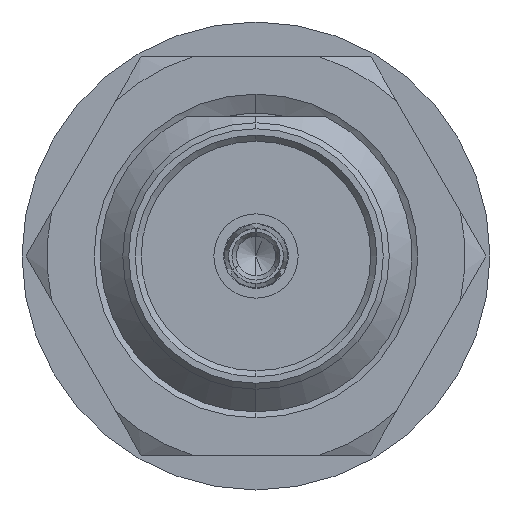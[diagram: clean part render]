
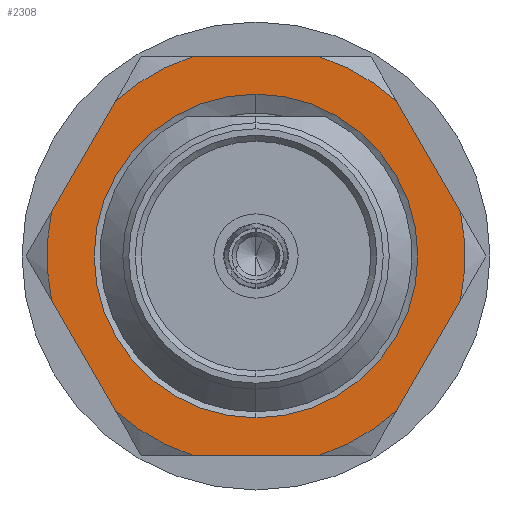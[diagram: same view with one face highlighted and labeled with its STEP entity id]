
A CAD part, left-side view. The second image highlights one B-rep face of the part: STEP entity #2308.
In plain terms, the highlighted planar face has unit normal (-1, 0, 0).
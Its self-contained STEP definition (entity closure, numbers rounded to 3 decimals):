
#187 = ORIENTED_EDGE ( 'NONE', *, *, #6808, .F. ) ;
#189 = ORIENTED_EDGE ( 'NONE', *, *, #7035, .T. ) ;
#190 = ORIENTED_EDGE ( 'NONE', *, *, #6658, .T. ) ;
#191 = ORIENTED_EDGE ( 'NONE', *, *, #6659, .T. ) ;
#192 = ORIENTED_EDGE ( 'NONE', *, *, #6812, .F. ) ;
#193 = ORIENTED_EDGE ( 'NONE', *, *, #6809, .F. ) ;
#194 = ORIENTED_EDGE ( 'NONE', *, *, #6626, .T. ) ;
#195 = ORIENTED_EDGE ( 'NONE', *, *, #6634, .T. ) ;
#196 = ORIENTED_EDGE ( 'NONE', *, *, #6856, .F. ) ;
#197 = ORIENTED_EDGE ( 'NONE', *, *, #6640, .T. ) ;
#198 = ORIENTED_EDGE ( 'NONE', *, *, #6850, .F. ) ;
#199 = ORIENTED_EDGE ( 'NONE', *, *, #6648, .F. ) ;
#200 = ORIENTED_EDGE ( 'NONE', *, *, #6853, .F. ) ;
#201 = ORIENTED_EDGE ( 'NONE', *, *, #6652, .T. ) ;
#1127 = VERTEX_POINT ( 'NONE', #2432 ) ;
#1128 = VERTEX_POINT ( 'NONE', #2433 ) ;
#1261 = VERTEX_POINT ( 'NONE', #2566 ) ;
#1262 = VERTEX_POINT ( 'NONE', #2567 ) ;
#1263 = VERTEX_POINT ( 'NONE', #2568 ) ;
#1265 = VERTEX_POINT ( 'NONE', #2570 ) ;
#1266 = VERTEX_POINT ( 'NONE', #2571 ) ;
#1268 = VERTEX_POINT ( 'NONE', #2573 ) ;
#1269 = VERTEX_POINT ( 'NONE', #2574 ) ;
#1271 = VERTEX_POINT ( 'NONE', #2576 ) ;
#1272 = VERTEX_POINT ( 'NONE', #2577 ) ;
#1273 = VERTEX_POINT ( 'NONE', #2578 ) ;
#1275 = VERTEX_POINT ( 'NONE', #2580 ) ;
#1277 = VERTEX_POINT ( 'NONE', #2582 ) ;
#1787 = EDGE_LOOP ( 'NONE', ( #189, #190 ) ) ;
#1788 = EDGE_LOOP ( 'NONE', ( #192, #191, #187, #194, #193, #195, #196, #197, #198, #199, #200, #201 ) ) ;
#1895 = FACE_BOUND ( 'NONE', #1787, .T. ) ;
#1896 = FACE_OUTER_BOUND ( 'NONE', #1788, .T. ) ;
#2087 = LINE ( 'NONE', #3539, #7715 ) ;
#2091 = LINE ( 'NONE', #3562, #7722 ) ;
#2094 = LINE ( 'NONE', #3579, #7726 ) ;
#2098 = LINE ( 'NONE', #3602, #7734 ) ;
#2100 = LINE ( 'NONE', #3613, #7738 ) ;
#2102 = LINE ( 'NONE', #3634, #7745 ) ;
#2308 = ADVANCED_FACE ( 'NONE', ( #1895, #1896 ), #2806, .T. ) ;
#2432 = CARTESIAN_POINT ( 'NONE',  ( 5.212, 0., -3.25 ) ) ;
#2433 = CARTESIAN_POINT ( 'NONE',  ( 5.212, 0., 3.25 ) ) ;
#2566 = CARTESIAN_POINT ( 'NONE',  ( 5.212, 1.281, 4. ) ) ;
#2567 = CARTESIAN_POINT ( 'NONE',  ( 5.212, 2.824, 3.109 ) ) ;
#2568 = CARTESIAN_POINT ( 'NONE',  ( 5.212, -1.281, 4. ) ) ;
#2570 = CARTESIAN_POINT ( 'NONE',  ( 5.212, -2.824, 3.109 ) ) ;
#2571 = CARTESIAN_POINT ( 'NONE',  ( 5.212, -4.104, -0.891 ) ) ;
#2573 = CARTESIAN_POINT ( 'NONE',  ( 5.212, -4.104, 0.891 ) ) ;
#2574 = CARTESIAN_POINT ( 'NONE',  ( 5.212, -1.281, -4. ) ) ;
#2576 = CARTESIAN_POINT ( 'NONE',  ( 5.212, -2.824, -3.109 ) ) ;
#2577 = CARTESIAN_POINT ( 'NONE',  ( 5.212, 1.281, -4. ) ) ;
#2578 = CARTESIAN_POINT ( 'NONE',  ( 5.212, 2.824, -3.109 ) ) ;
#2580 = CARTESIAN_POINT ( 'NONE',  ( 5.212, 4.104, 0.891 ) ) ;
#2582 = CARTESIAN_POINT ( 'NONE',  ( 5.212, 4.104, -0.891 ) ) ;
#2806 = PLANE ( 'NONE',  #7435 ) ;
#2807 = CARTESIAN_POINT ( 'NONE',  ( 5.212, 4.2, 0. ) ) ;
#2808 = DIRECTION ( 'NONE',  ( -1., 0., 0. ) ) ;
#2809 = DIRECTION ( 'NONE',  ( 0., 0., 1. ) ) ;
#3539 = CARTESIAN_POINT ( 'NONE',  ( 5.212, 2.309, -4. ) ) ;
#3540 = DIRECTION ( 'NONE',  ( 0., -1., 0. ) ) ;
#3562 = CARTESIAN_POINT ( 'NONE',  ( 5.212, -2.309, -4. ) ) ;
#3563 = DIRECTION ( 'NONE',  ( 0., -0.5, 0.866 ) ) ;
#3579 = CARTESIAN_POINT ( 'NONE',  ( 5.212, -4.619, 0. ) ) ;
#3580 = DIRECTION ( 'NONE',  ( 0., 0.5, 0.866 ) ) ;
#3602 = CARTESIAN_POINT ( 'NONE',  ( 5.212, 2.309, 4. ) ) ;
#3603 = DIRECTION ( 'NONE',  ( 0., -1., 0. ) ) ;
#3613 = CARTESIAN_POINT ( 'NONE',  ( 5.212, 2.309, 4. ) ) ;
#3614 = DIRECTION ( 'NONE',  ( 0., 0.5, -0.866 ) ) ;
#3631 = CARTESIAN_POINT ( 'NONE',  ( 5.212, 0., 0. ) ) ;
#3632 = DIRECTION ( 'NONE',  ( 1., 0., 0. ) ) ;
#3633 = DIRECTION ( 'NONE',  ( 0., 0., -1. ) ) ;
#3634 = CARTESIAN_POINT ( 'NONE',  ( 5.212, 4.619, 0. ) ) ;
#3635 = DIRECTION ( 'NONE',  ( 0., -0.5, -0.866 ) ) ;
#4121 = CARTESIAN_POINT ( 'NONE',  ( 5.212, 0., 0. ) ) ;
#4122 = DIRECTION ( 'NONE',  ( 1., 0., 0. ) ) ;
#4123 = DIRECTION ( 'NONE',  ( 0., 0., -1. ) ) ;
#4124 = CARTESIAN_POINT ( 'NONE',  ( 5.212, 0., 0. ) ) ;
#4125 = DIRECTION ( 'NONE',  ( 1., 0., 0. ) ) ;
#4126 = DIRECTION ( 'NONE',  ( 0., 0., -1. ) ) ;
#4134 = CARTESIAN_POINT ( 'NONE',  ( 5.212, 0., 0. ) ) ;
#4135 = DIRECTION ( 'NONE',  ( 1., 0., 0. ) ) ;
#4136 = DIRECTION ( 'NONE',  ( 0., 0., -1. ) ) ;
#4264 = CARTESIAN_POINT ( 'NONE',  ( 5.212, 0., 0. ) ) ;
#4265 = DIRECTION ( 'NONE',  ( 1., 0., 0. ) ) ;
#4266 = DIRECTION ( 'NONE',  ( 0., 0., -1. ) ) ;
#4275 = CARTESIAN_POINT ( 'NONE',  ( 5.212, 0., 0. ) ) ;
#4276 = DIRECTION ( 'NONE',  ( 1., 0., 0. ) ) ;
#4277 = DIRECTION ( 'NONE',  ( 0., 0., -1. ) ) ;
#4286 = CARTESIAN_POINT ( 'NONE',  ( 5.212, 0., 0. ) ) ;
#4287 = DIRECTION ( 'NONE',  ( 1., 0., 0. ) ) ;
#4288 = DIRECTION ( 'NONE',  ( 0., 0., -1. ) ) ;
#5067 = CARTESIAN_POINT ( 'NONE',  ( 5.212, 0., 0. ) ) ;
#5068 = DIRECTION ( 'NONE',  ( 1., 0., 0. ) ) ;
#5069 = DIRECTION ( 'NONE',  ( 0., 0., -1. ) ) ;
#6626 = EDGE_CURVE ( 'NONE', #1272, #1269, #2087, .T. ) ;
#6634 = EDGE_CURVE ( 'NONE', #1271, #1266, #2091, .T. ) ;
#6640 = EDGE_CURVE ( 'NONE', #1268, #1265, #2094, .T. ) ;
#6648 = EDGE_CURVE ( 'NONE', #1261, #1263, #2098, .T. ) ;
#6652 = EDGE_CURVE ( 'NONE', #1262, #1275, #2100, .T. ) ;
#6658 = EDGE_CURVE ( 'NONE', #1127, #1128, #7742, .T. ) ;
#6659 = EDGE_CURVE ( 'NONE', #1277, #1273, #2102, .T. ) ;
#6808 = EDGE_CURVE ( 'NONE', #1272, #1273, #7882, .T. ) ;
#6809 = EDGE_CURVE ( 'NONE', #1271, #1269, #7884, .T. ) ;
#6812 = EDGE_CURVE ( 'NONE', #1277, #1275, #7862, .T. ) ;
#6850 = EDGE_CURVE ( 'NONE', #1263, #1265, #7939, .T. ) ;
#6853 = EDGE_CURVE ( 'NONE', #1262, #1261, #7942, .T. ) ;
#6856 = EDGE_CURVE ( 'NONE', #1268, #1266, #7928, .T. ) ;
#7035 = EDGE_CURVE ( 'NONE', #1128, #1127, #8136, .T. ) ;
#7435 = AXIS2_PLACEMENT_3D ( 'NONE', #2807, #2808, #2809 ) ;
#7715 = VECTOR ( 'NONE', #3540, 1000. ) ;
#7722 = VECTOR ( 'NONE', #3563, 1000. ) ;
#7726 = VECTOR ( 'NONE', #3580, 1000. ) ;
#7734 = VECTOR ( 'NONE', #3603, 1000. ) ;
#7738 = VECTOR ( 'NONE', #3614, 1000. ) ;
#7742 = CIRCLE ( 'NONE', #7743, 3.25 ) ;
#7743 = AXIS2_PLACEMENT_3D ( 'NONE', #3631, #3632, #3633 ) ;
#7745 = VECTOR ( 'NONE', #3635, 1000. ) ;
#7862 = CIRCLE ( 'NONE', #7895, 4.2 ) ;
#7882 = CIRCLE ( 'NONE', #7889, 4.2 ) ;
#7884 = CIRCLE ( 'NONE', #7891, 4.2 ) ;
#7889 = AXIS2_PLACEMENT_3D ( 'NONE', #4121, #4122, #4123 ) ;
#7891 = AXIS2_PLACEMENT_3D ( 'NONE', #4124, #4125, #4126 ) ;
#7895 = AXIS2_PLACEMENT_3D ( 'NONE', #4134, #4135, #4136 ) ;
#7928 = CIRCLE ( 'NONE', #7945, 4.2 ) ;
#7939 = CIRCLE ( 'NONE', #7941, 4.2 ) ;
#7941 = AXIS2_PLACEMENT_3D ( 'NONE', #4264, #4265, #4266 ) ;
#7942 = CIRCLE ( 'NONE', #7943, 4.2 ) ;
#7943 = AXIS2_PLACEMENT_3D ( 'NONE', #4275, #4276, #4277 ) ;
#7945 = AXIS2_PLACEMENT_3D ( 'NONE', #4286, #4287, #4288 ) ;
#8136 = CIRCLE ( 'NONE', #8142, 3.25 ) ;
#8142 = AXIS2_PLACEMENT_3D ( 'NONE', #5067, #5068, #5069 ) ;
